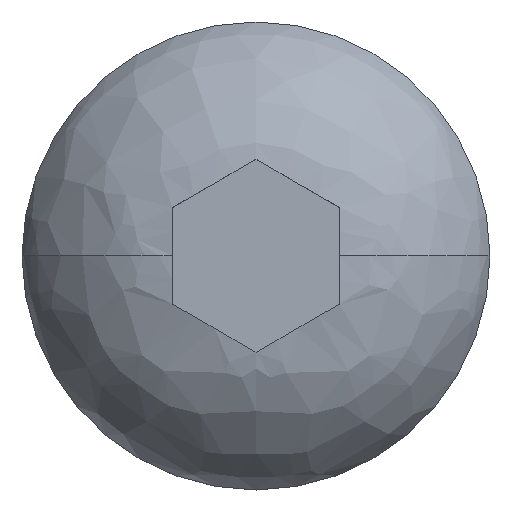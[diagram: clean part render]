
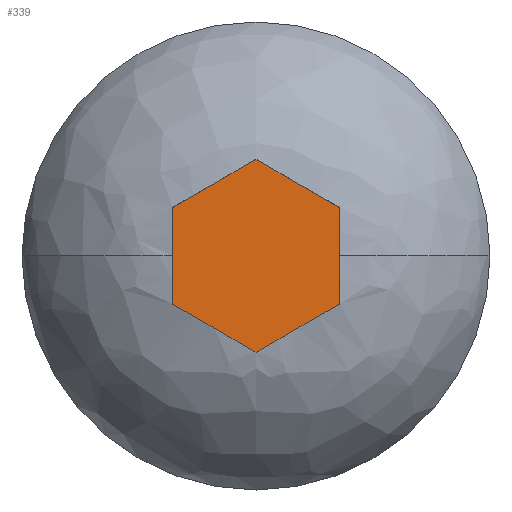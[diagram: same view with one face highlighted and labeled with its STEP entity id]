
A CAD part, top view. The second image highlights one B-rep face of the part: STEP entity #339.
In plain terms, the highlighted planar face has unit normal (0, 0, 1).
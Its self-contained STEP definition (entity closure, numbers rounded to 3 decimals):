
#215 = VERTEX_POINT ( 'NONE', #1698 ) ;
#265 = ORIENTED_EDGE ( 'NONE', *, *, #266, .T. ) ;
#266 = EDGE_CURVE ( 'NONE', #334, #271, #2603, .T. ) ;
#267 = ORIENTED_EDGE ( 'NONE', *, *, #270, .T. ) ;
#268 = ORIENTED_EDGE ( 'NONE', *, *, #311, .T. ) ;
#270 = EDGE_CURVE ( 'NONE', #271, #426, #2599, .T. ) ;
#271 = VERTEX_POINT ( 'NONE', #2512 ) ;
#311 = EDGE_CURVE ( 'NONE', #426, #343, #2699, .T. ) ;
#331 = ORIENTED_EDGE ( 'NONE', *, *, #376, .T. ) ;
#332 = ORIENTED_EDGE ( 'NONE', *, *, #333, .T. ) ;
#333 = EDGE_CURVE ( 'NONE', #215, #334, #2687, .T. ) ;
#334 = VERTEX_POINT ( 'NONE', #2769 ) ;
#339 = ADVANCED_FACE ( 'NONE', ( #2701 ), #2700, .T. ) ;
#340 = EDGE_LOOP ( 'NONE', ( #341, #331, #332, #265, #267, #268 ) ) ;
#341 = ORIENTED_EDGE ( 'NONE', *, *, #342, .T. ) ;
#342 = EDGE_CURVE ( 'NONE', #343, #377, #2674, .T. ) ;
#343 = VERTEX_POINT ( 'NONE', #2668 ) ;
#376 = EDGE_CURVE ( 'NONE', #377, #215, #2786, .T. ) ;
#377 = VERTEX_POINT ( 'NONE', #2778 ) ;
#426 = VERTEX_POINT ( 'NONE', #2873 ) ;
#1698 = CARTESIAN_POINT ( 'NONE',  ( 2.5, 1.443, 1. ) ) ;
#2512 = CARTESIAN_POINT ( 'NONE',  ( -2.5, 1.443, 1. ) ) ;
#2596 = DIRECTION ( 'NONE',  ( 0., -1., 0. ) ) ;
#2597 = VECTOR ( 'NONE', #2596, 1000. ) ;
#2598 = CARTESIAN_POINT ( 'NONE',  ( -2.5, 0., 1. ) ) ;
#2599 = LINE ( 'NONE', #2598, #2597 ) ;
#2600 = DIRECTION ( 'NONE',  ( -0.866, -0.5, 0. ) ) ;
#2601 = VECTOR ( 'NONE', #2600, 1000. ) ;
#2602 = CARTESIAN_POINT ( 'NONE',  ( -1.25, 2.165, 1. ) ) ;
#2603 = LINE ( 'NONE', #2602, #2601 ) ;
#2668 = CARTESIAN_POINT ( 'NONE',  ( 0., -2.887, 1. ) ) ;
#2669 = DIRECTION ( 'NONE',  ( 0.866, 0.5, 0. ) ) ;
#2670 = VECTOR ( 'NONE', #2669, 1000. ) ;
#2671 = CARTESIAN_POINT ( 'NONE',  ( 1.25, -2.165, 1. ) ) ;
#2672 = DIRECTION ( 'NONE',  ( 1., 0., 0. ) ) ;
#2673 = AXIS2_PLACEMENT_3D ( 'NONE', #2766, #2767, #2672 ) ;
#2674 = LINE ( 'NONE', #2671, #2670 ) ;
#2687 = LINE ( 'NONE', #2772, #2771 ) ;
#2696 = DIRECTION ( 'NONE',  ( 0.866, -0.5, 0. ) ) ;
#2697 = VECTOR ( 'NONE', #2696, 1000. ) ;
#2698 = CARTESIAN_POINT ( 'NONE',  ( -1.25, -2.165, 1. ) ) ;
#2699 = LINE ( 'NONE', #2698, #2697 ) ;
#2700 = PLANE ( 'NONE',  #2673 ) ;
#2701 = FACE_OUTER_BOUND ( 'NONE', #340, .T. ) ;
#2766 = CARTESIAN_POINT ( 'NONE',  ( -2.5, -2.887, 1. ) ) ;
#2767 = DIRECTION ( 'NONE',  ( 0., 0., 1. ) ) ;
#2769 = CARTESIAN_POINT ( 'NONE',  ( 0., 2.887, 1. ) ) ;
#2770 = DIRECTION ( 'NONE',  ( -0.866, 0.5, 0. ) ) ;
#2771 = VECTOR ( 'NONE', #2770, 1000. ) ;
#2772 = CARTESIAN_POINT ( 'NONE',  ( 1.25, 2.165, 1. ) ) ;
#2778 = CARTESIAN_POINT ( 'NONE',  ( 2.5, -1.443, 1. ) ) ;
#2779 = DIRECTION ( 'NONE',  ( 0., 1., 0. ) ) ;
#2780 = VECTOR ( 'NONE', #2779, 1000. ) ;
#2781 = CARTESIAN_POINT ( 'NONE',  ( 2.5, 0., 1. ) ) ;
#2786 = LINE ( 'NONE', #2781, #2780 ) ;
#2873 = CARTESIAN_POINT ( 'NONE',  ( -2.5, -1.443, 1. ) ) ;
